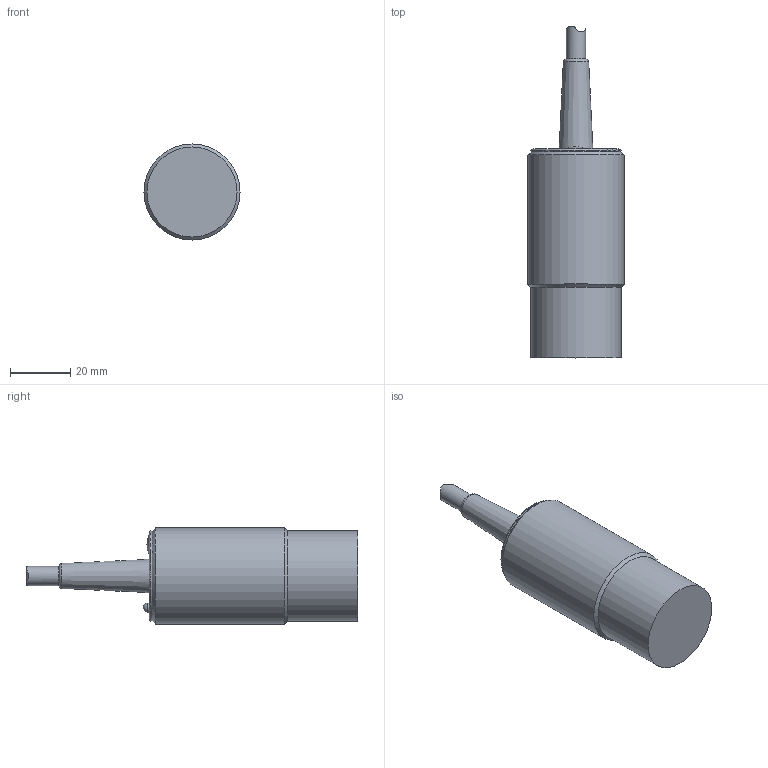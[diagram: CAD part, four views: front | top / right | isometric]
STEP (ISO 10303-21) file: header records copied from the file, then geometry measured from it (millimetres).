
FILE_DESCRIPTION(/* description */ (''),/* implementation_level */ '2;1');
FILE_NAME(/* name */ '402400_Shrinkwrap_1.stp',/* time_stamp */ '2021-12-21T11:04:49+01:00',/* author */ ('Krieger Anja'),/* organization */ (''),/* preprocessor_version */ 'ST-DEVELOPER v18.1',/* originating_system */ 'Autodesk Inventor 2021',/* authorisation */ '');
FILE_SCHEMA (('AUTOMOTIVE_DESIGN { 1 0 10303 214 3 1 1 }'));
Length unit declared in the file: millimetre
Products named in the file (1): 402400_Shrinkwrap_1
Bounding box: 32 x 110.58 x 32 mm (x, y, z)
Volume: 15572.4 mm3; surface area: 19064.4 mm2
Topology: 1 solids, 1 shells, 55 faces, 113 edges, 72 vertices
Faces by surface type: plane 22, cylinder 21, cone 6, torus 4, bspline 1, sphere 1
Full cylindrical faces by diameter (mm): 3 x2, 4 x1, 5 x2, 5.8 x1, 6.4 x2, 14 x1, 28 x2, 28.1 x1, 28.2 x2, 29 x1, 29.1 x1, 30 x1, 32 x1
Entity records: 1689 total; most frequent: CARTESIAN_POINT 325, DIRECTION 285, ORIENTED_EDGE 222, AXIS2_PLACEMENT_3D 123, EDGE_CURVE 111, VERTEX_POINT 72, EDGE_LOOP 69, CIRCLE 68
